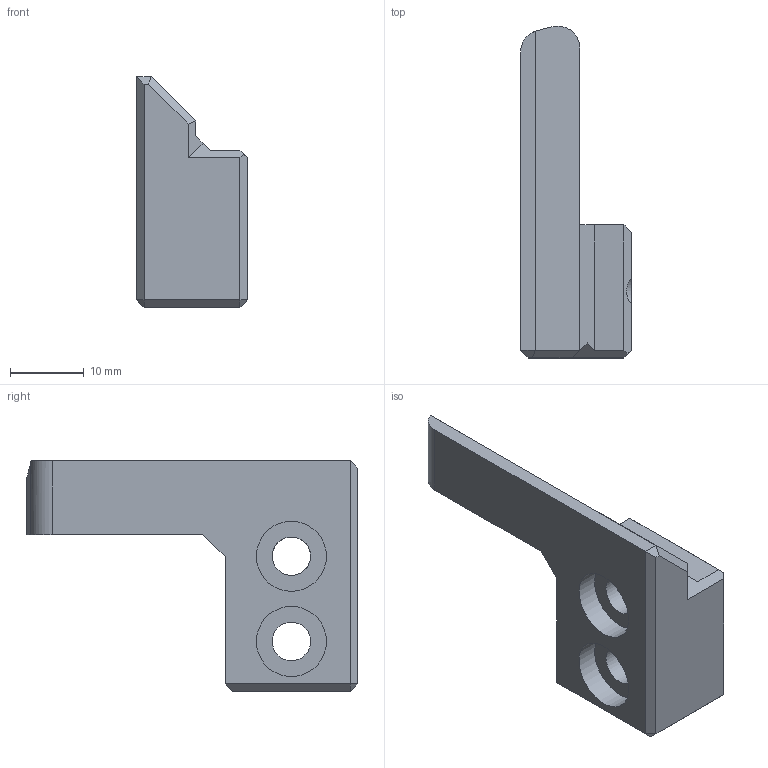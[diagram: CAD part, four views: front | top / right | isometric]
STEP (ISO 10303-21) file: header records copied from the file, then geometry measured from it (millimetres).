
FILE_DESCRIPTION(/* description */ ('FreeCAD Model'),/* implementation_level */ '2;1');
FILE_NAME(/* name */ 'ProosaXY filament cutter stop.step',/* time_stamp */ '2025-10-20T13:39:04+02:00',/* author */ (''),/* organization */ (''),/* preprocessor_version */ 'ST-DEVELOPER v20.1',/* originating_system */ 'Autodesk Translation Framework v14.17.0.0',/* authorisation */ '');
FILE_SCHEMA (('AUTOMOTIVE_DESIGN { 1 0 10303 214 3 1 1 }'));
Length unit declared in the file: millimetre
Products named in the file (1): MAIN
Bounding box: 15 x 44.95 x 31.25 mm (x, y, z)
Volume: 7526.9 mm3; surface area: 3559.1 mm2
Topology: 1 solids, 1 shells, 35 faces, 85 edges, 53 vertices
Faces by surface type: plane 29, cylinder 6
Full cylindrical faces by diameter (mm): 5.2 x2, 9.5 x2
Entity records: 1036 total; most frequent: CARTESIAN_POINT 174, DIRECTION 172, ORIENTED_EDGE 170, EDGE_CURVE 85, LINE 70, VECTOR 70, VERTEX_POINT 53, AXIS2_PLACEMENT_3D 51
